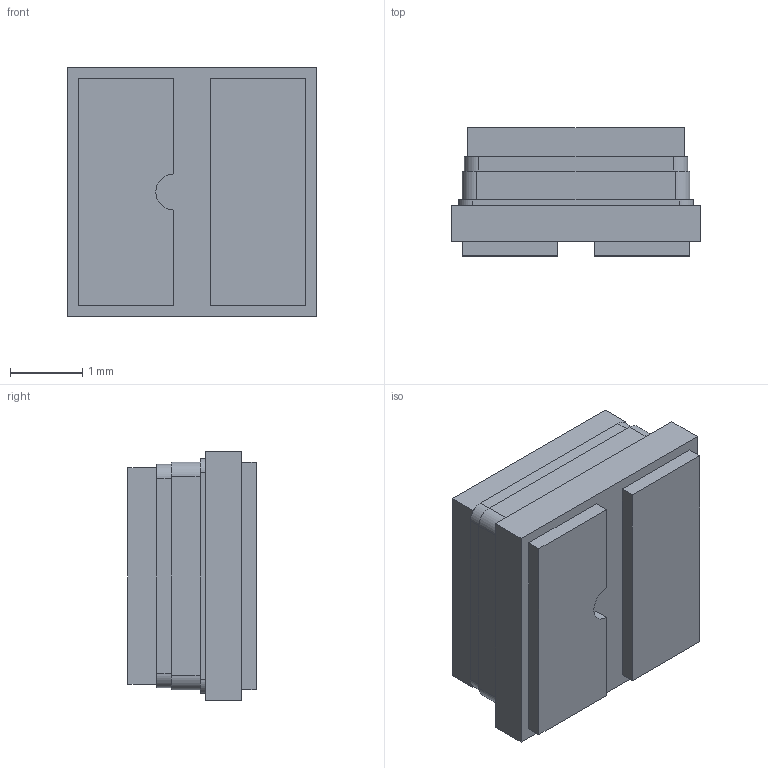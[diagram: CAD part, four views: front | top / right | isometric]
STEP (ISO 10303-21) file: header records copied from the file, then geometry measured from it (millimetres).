
FILE_DESCRIPTION(/* description */ (''),/* implementation_level */ '2;1');
FILE_NAME(/* name */ 'VLMU35CB20-275-120.step',/* time_stamp */ '2024-01-09T11:42:29-06:00',/* author */ (''),/* organization */ (''),/* preprocessor_version */ 'ST-DEVELOPER v20',/* originating_system */ 'Autodesk Translation Framework v12.14.0.127',/* authorisation */ '');
FILE_SCHEMA (('AUTOMOTIVE_DESIGN { 1 0 10303 214 3 1 1 }'));
Length unit declared in the file: millimetre
Products named in the file (8): (Unsaved); G35UVC280SL SUB; G35UVC280SL CHIP PAD; G35UVC280SL SOLDER PAD; G35UVC280SL CAVITY; G35UVC280SL DAM; G35UVC280SL GLASS; G35UVCGP_chip
Assembly tree (7 placements, depth 2):
  (Unsaved)
    G35UVC280SL SUB
    G35UVC280SL CHIP PAD
    G35UVC280SL SOLDER PAD
    G35UVC280SL CAVITY
    G35UVC280SL DAM
    G35UVC280SL GLASS
    G35UVCGP_chip
Bounding box: 3.45 x 1.77 x 3.45 mm (x, y, z)
Volume: 14.8 mm3; surface area: 127.3 mm2
Topology: 10 solids, 10 shells, 116 faces, 288 edges, 192 vertices
Faces by surface type: plane 82, cylinder 34
Full cylindrical faces by diameter (mm): 0.13 x4
Entity records: 3717 total; most frequent: DIRECTION 618, CARTESIAN_POINT 611, ORIENTED_EDGE 576, EDGE_CURVE 288, LINE 220, VECTOR 220, AXIS2_PLACEMENT_3D 199, VERTEX_POINT 192
